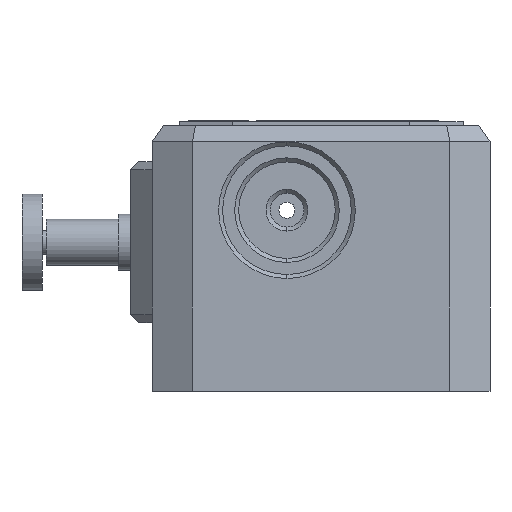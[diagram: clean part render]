
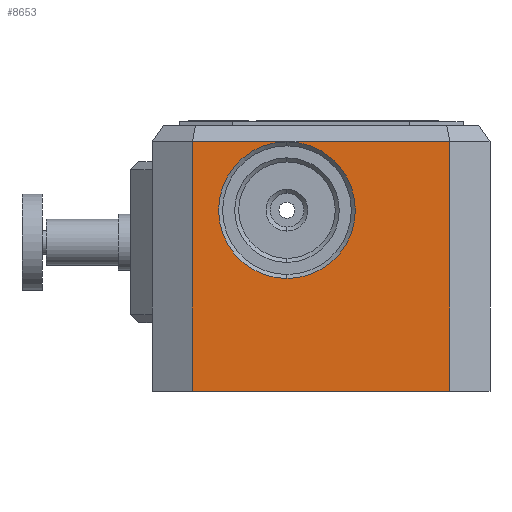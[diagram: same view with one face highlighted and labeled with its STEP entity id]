
A CAD part, front view. The second image highlights one B-rep face of the part: STEP entity #8653.
In plain terms, the highlighted planar face has unit normal (0, -1, 0).
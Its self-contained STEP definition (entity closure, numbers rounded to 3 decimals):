
#380 = DIRECTION ( 'NONE',  ( 0., 0., -1. ) ) ;
#667 = VECTOR ( 'NONE', #8328, 1000. ) ;
#740 = CARTESIAN_POINT ( 'NONE',  ( -59., -21., 33. ) ) ;
#1209 = VERTEX_POINT ( 'NONE', #4903 ) ;
#1487 = EDGE_CURVE ( 'NONE', #13474, #10701, #14509, .T. ) ;
#1937 = VECTOR ( 'NONE', #4050, 1000. ) ;
#2230 = EDGE_CURVE ( 'NONE', #2299, #10369, #6431, .T. ) ;
#2299 = VERTEX_POINT ( 'NONE', #5076 ) ;
#2396 = AXIS2_PLACEMENT_3D ( 'NONE', #12062, #12106, #380 ) ;
#2952 = DIRECTION ( 'NONE',  ( 0., 1., 0. ) ) ;
#3215 = ORIENTED_EDGE ( 'NONE', *, *, #3732, .F. ) ;
#3732 = EDGE_CURVE ( 'NONE', #1209, #13474, #13273, .T. ) ;
#3833 = DIRECTION ( 'NONE',  ( -1., 0., 0. ) ) ;
#4050 = DIRECTION ( 'NONE',  ( 0., 0., -1. ) ) ;
#4835 = CARTESIAN_POINT ( 'NONE',  ( -59., -21., 0. ) ) ;
#4903 = CARTESIAN_POINT ( 'NONE',  ( -59., -21., 31. ) ) ;
#5039 = LINE ( 'NONE', #740, #1937 ) ;
#5076 = CARTESIAN_POINT ( 'NONE',  ( -47.25, -21., 14. ) ) ;
#5146 = DIRECTION ( 'NONE',  ( 0., 0., 1. ) ) ;
#5525 = CIRCLE ( 'NONE', #14507, 8.5 ) ;
#5624 = CARTESIAN_POINT ( 'NONE',  ( -27., -21., 33. ) ) ;
#5809 = VERTEX_POINT ( 'NONE', #4835 ) ;
#5910 = ORIENTED_EDGE ( 'NONE', *, *, #10150, .T. ) ;
#5986 = CARTESIAN_POINT ( 'NONE',  ( -43., -21., 31. ) ) ;
#6107 = VECTOR ( 'NONE', #8269, 1000. ) ;
#6420 = DIRECTION ( 'NONE',  ( 0., -1., 0. ) ) ;
#6431 = CIRCLE ( 'NONE', #2396, 8.5 ) ;
#7174 = LINE ( 'NONE', #8467, #11194 ) ;
#8061 = CARTESIAN_POINT ( 'NONE',  ( -47.25, -21., 31. ) ) ;
#8269 = DIRECTION ( 'NONE',  ( 0., 0., -1. ) ) ;
#8328 = DIRECTION ( 'NONE',  ( 1., 0., 0. ) ) ;
#8467 = CARTESIAN_POINT ( 'NONE',  ( -43., -21., 0. ) ) ;
#8559 = DIRECTION ( 'NONE',  ( 0., 0., -1. ) ) ;
#8653 = ADVANCED_FACE ( 'NONE', ( #9981, #14059 ), #13368, .F. ) ;
#8776 = ORIENTED_EDGE ( 'NONE', *, *, #10744, .F. ) ;
#9046 = ORIENTED_EDGE ( 'NONE', *, *, #2230, .F. ) ;
#9981 = FACE_OUTER_BOUND ( 'NONE', #11318, .T. ) ;
#10150 = EDGE_CURVE ( 'NONE', #1209, #5809, #5039, .T. ) ;
#10369 = VERTEX_POINT ( 'NONE', #8061 ) ;
#10701 = VERTEX_POINT ( 'NONE', #11006 ) ;
#10744 = EDGE_CURVE ( 'NONE', #10701, #5809, #7174, .T. ) ;
#11006 = CARTESIAN_POINT ( 'NONE',  ( -27., -21., 0. ) ) ;
#11194 = VECTOR ( 'NONE', #3833, 1000. ) ;
#11291 = EDGE_CURVE ( 'NONE', #10369, #2299, #5525, .T. ) ;
#11318 = EDGE_LOOP ( 'NONE', ( #5910, #8776, #14655, #3215 ) ) ;
#11611 = EDGE_LOOP ( 'NONE', ( #9046, #12169 ) ) ;
#12062 = CARTESIAN_POINT ( 'NONE',  ( -47.25, -21., 22.5 ) ) ;
#12106 = DIRECTION ( 'NONE',  ( 0., -1., 0. ) ) ;
#12169 = ORIENTED_EDGE ( 'NONE', *, *, #11291, .F. ) ;
#12177 = CARTESIAN_POINT ( 'NONE',  ( -64., -21., 33. ) ) ;
#12290 = AXIS2_PLACEMENT_3D ( 'NONE', #12177, #2952, #5146 ) ;
#12864 = CARTESIAN_POINT ( 'NONE',  ( -27., -21., 31. ) ) ;
#13273 = LINE ( 'NONE', #5986, #667 ) ;
#13368 = PLANE ( 'NONE',  #12290 ) ;
#13474 = VERTEX_POINT ( 'NONE', #12864 ) ;
#14059 = FACE_BOUND ( 'NONE', #11611, .T. ) ;
#14507 = AXIS2_PLACEMENT_3D ( 'NONE', #14588, #6420, #8559 ) ;
#14509 = LINE ( 'NONE', #5624, #6107 ) ;
#14588 = CARTESIAN_POINT ( 'NONE',  ( -47.25, -21., 22.5 ) ) ;
#14655 = ORIENTED_EDGE ( 'NONE', *, *, #1487, .F. ) ;
